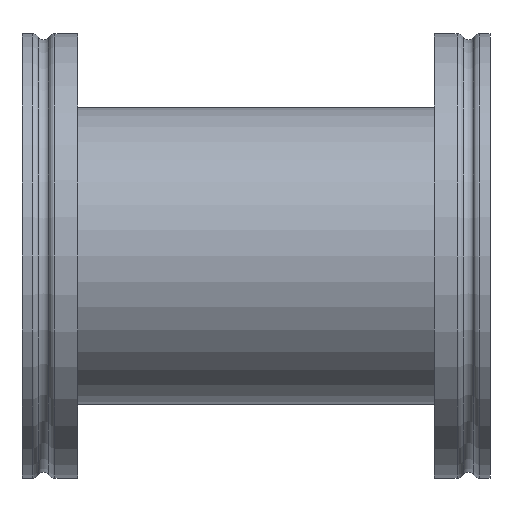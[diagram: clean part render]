
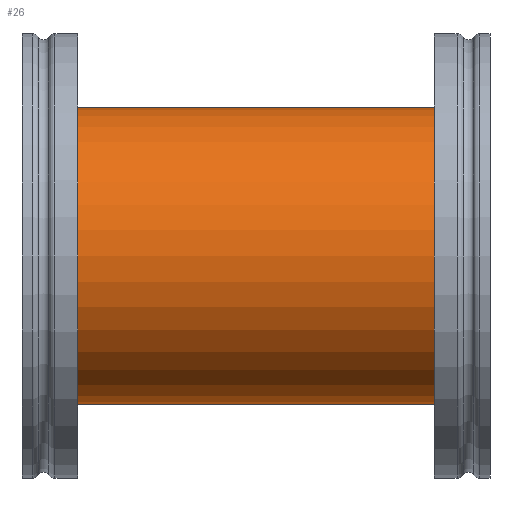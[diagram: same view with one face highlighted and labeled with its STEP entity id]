
A CAD part, front view. The second image highlights one B-rep face of the part: STEP entity #26.
In plain terms, the highlighted cylindrical face has radius 31.75 mm (diameter 63.5 mm), a full revolution.
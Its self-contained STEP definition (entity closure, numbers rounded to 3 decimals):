
#11 = CIRCLE ( 'NONE', #312, 31.75 ) ;
#22 = ORIENTED_EDGE ( 'NONE', *, *, #506, .F. ) ;
#25 = EDGE_LOOP ( 'NONE', ( #22 ) ) ;
#26 = ADVANCED_FACE ( 'NONE', ( #128, #583 ), #356, .T. ) ;
#55 = CARTESIAN_POINT ( 'NONE',  ( 0., 0., -31.75 ) ) ;
#77 = DIRECTION ( 'NONE',  ( 1., 0., 0. ) ) ;
#95 = DIRECTION ( 'NONE',  ( 0., 0., -1. ) ) ;
#96 = VERTEX_POINT ( 'NONE', #410 ) ;
#114 = AXIS2_PLACEMENT_3D ( 'NONE', #134, #305, #132 ) ;
#128 = FACE_OUTER_BOUND ( 'NONE', #439, .T. ) ;
#132 = DIRECTION ( 'NONE',  ( 0., 0., -1. ) ) ;
#134 = CARTESIAN_POINT ( 'NONE',  ( 87.4, 0., 0. ) ) ;
#179 = DIRECTION ( 'NONE',  ( 1., 0., 0. ) ) ;
#219 = CARTESIAN_POINT ( 'NONE',  ( 0., 0., 0. ) ) ;
#305 = DIRECTION ( 'NONE',  ( 1., 0., 0. ) ) ;
#312 = AXIS2_PLACEMENT_3D ( 'NONE', #364, #179, #95 ) ;
#340 = EDGE_CURVE ( 'NONE', #444, #444, #11, .T. ) ;
#356 = CYLINDRICAL_SURFACE ( 'NONE', #395, 31.75 ) ;
#364 = CARTESIAN_POINT ( 'NONE',  ( 0., 0., 0. ) ) ;
#395 = AXIS2_PLACEMENT_3D ( 'NONE', #219, #77, #578 ) ;
#410 = CARTESIAN_POINT ( 'NONE',  ( 87.4, 0., -31.75 ) ) ;
#439 = EDGE_LOOP ( 'NONE', ( #546 ) ) ;
#444 = VERTEX_POINT ( 'NONE', #55 ) ;
#485 = CIRCLE ( 'NONE', #114, 31.75 ) ;
#506 = EDGE_CURVE ( 'NONE', #96, #96, #485, .T. ) ;
#546 = ORIENTED_EDGE ( 'NONE', *, *, #340, .T. ) ;
#578 = DIRECTION ( 'NONE',  ( 0., 0., -1. ) ) ;
#583 = FACE_OUTER_BOUND ( 'NONE', #25, .T. ) ;
